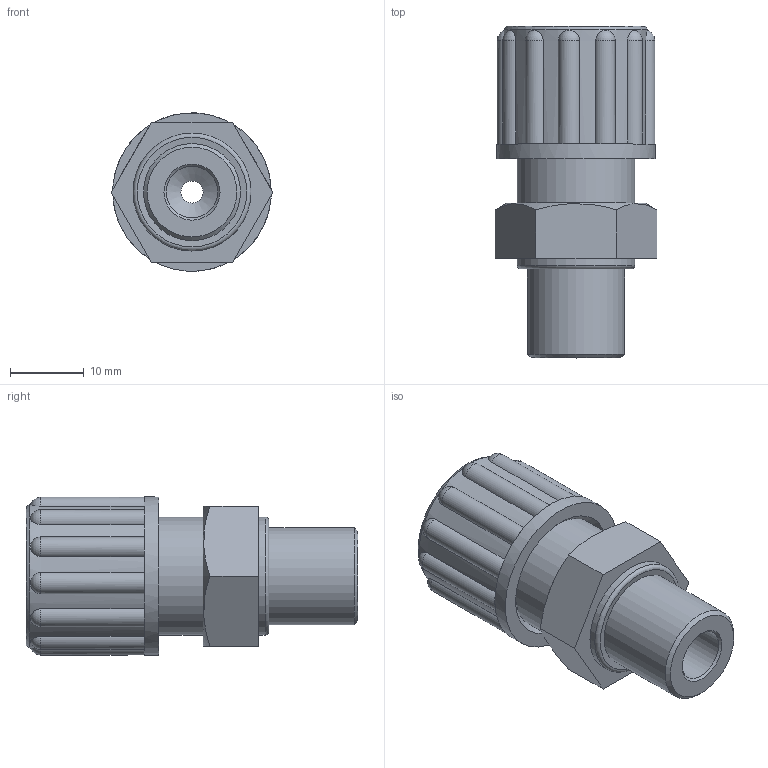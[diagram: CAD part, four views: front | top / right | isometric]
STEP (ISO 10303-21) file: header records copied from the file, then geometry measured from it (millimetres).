
FILE_DESCRIPTION(/* description */ (''),/* implementation_level */ '2;1');
FILE_NAME(/* name */ 'cx_144_pp.stp',/* time_stamp */ '2017-05-03T13:57:54+02:00',/* author */ ('leitheußer'),/* organization */ (''),/* preprocessor_version */ 'ST-DEVELOPER v15.6',/* originating_system */ 'Autodesk Inventor LT ',/* authorisation */ '');
FILE_SCHEMA (('AUTOMOTIVE_DESIGN { 1 0 10303 214 3 1 1 }'));
Length unit declared in the file: millimetre
Products named in the file (1): 1B100MG4014xx
Bounding box: 21.94 x 45 x 21.46 mm (x, y, z)
Volume: 8223.1 mm3; surface area: 5635.8 mm2
Topology: 2 solids, 2 shells, 70 faces, 164 edges, 101 vertices
Faces by surface type: plane 25, cylinder 22, sphere 12, cone 10, torus 1
Full cylindrical faces by diameter (mm): 3 x1, 5.5 x1, 7 x1, 10.5 x1, 13.16 x1, 16 x3, 19.5 x1, 21.5 x1
Entity records: 2094 total; most frequent: CARTESIAN_POINT 525, DIRECTION 350, ORIENTED_EDGE 280, AXIS2_PLACEMENT_3D 157, EDGE_CURVE 140, EDGE_LOOP 98, VERTEX_POINT 98, CIRCLE 86
